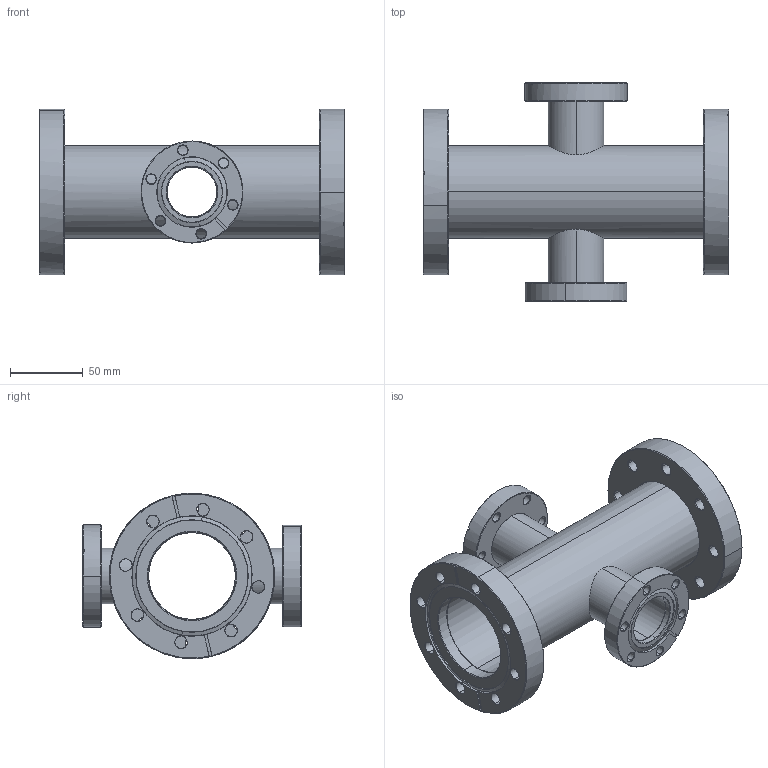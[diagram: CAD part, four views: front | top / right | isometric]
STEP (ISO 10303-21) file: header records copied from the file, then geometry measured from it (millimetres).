
FILE_DESCRIPTION (( 'STEP AP214' ), '1' );
FILE_NAME ('Hositrad_FXR63-35R-Cross.STEP', '2015-08-19T09:22:58', ( '' ), ( '' ), 'SwSTEP 2.0', 'SolidWorks 2015', '' );
FILE_SCHEMA (( 'AUTOMOTIVE_DESIGN' ));
Length unit declared in the file: millimetre
Products named in the file (6): NW63CFR-weld_Tube63.5; NW63CF-weld_Tube63.5; NW35CFR-Weld-38.1; NW35CF-Weld-38.1; Reducer-X-all_63-35; Hositrad_FXR63-35R-Cross
Assembly tree (5 placements, depth 2):
  Hositrad_FXR63-35R-Cross
    Reducer-X-all_63-35
    NW35CF-Weld-38.1
    NW35CFR-Weld-38.1
    NW63CF-weld_Tube63.5
    NW63CFR-weld_Tube63.5
Bounding box: 209.6 x 150 x 113.5 mm (x, y, z)
Volume: 371609.8 mm3; surface area: 177055.4 mm2
Topology: 7 solids, 7 shells, 322 faces, 746 edges, 444 vertices
Faces by surface type: cone 166, cylinder 108, plane 44, bspline 4
Entity records: 11011 total; most frequent: CARTESIAN_POINT 2887, DIRECTION 1772, ORIENTED_EDGE 1492, EDGE_CURVE 746, AXIS2_PLACEMENT_3D 728, VERTEX_POINT 444, EDGE_LOOP 402, CIRCLE 402
